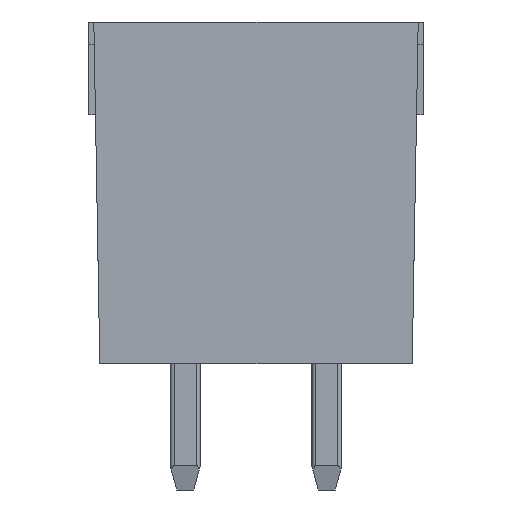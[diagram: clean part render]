
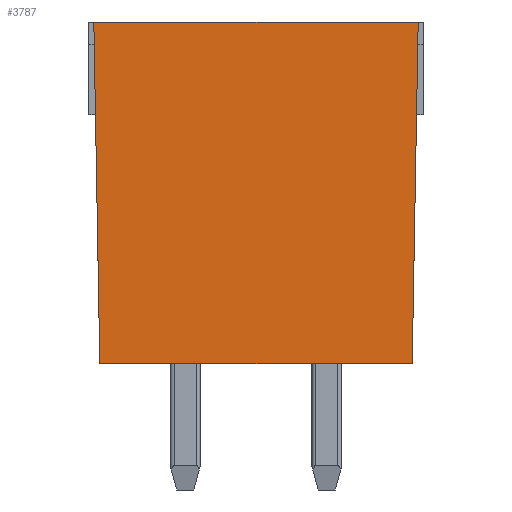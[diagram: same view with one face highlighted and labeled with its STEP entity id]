
A CAD part, front view. The second image highlights one B-rep face of the part: STEP entity #3787.
In plain terms, the highlighted planar face has unit normal (0, -1, 0).
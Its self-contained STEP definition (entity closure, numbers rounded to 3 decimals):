
#3787=ADVANCED_FACE('',(#10162),#10163,.T.);
#4985=VERTEX_POINT('',#11827);
#4989=VERTEX_POINT('',#11831);
#4991=EDGE_CURVE('',#4985,#4989,#11833,.T.);
#5381=VERTEX_POINT('',#12223);
#5385=EDGE_CURVE('',#5381,#4985,#12227,.T.);
#5507=VERTEX_POINT('',#12349);
#5511=EDGE_CURVE('',#5507,#5381,#12353,.T.);
#5597=EDGE_CURVE('',#4989,#5507,#12439,.T.);
#10162=FACE_OUTER_BOUND('',#17614,.T.);
#10163=PLANE('',#17615);
#11827=CARTESIAN_POINT('',(8.571,0.,9.2));
#11831=CARTESIAN_POINT('',(8.411,0.,0.0));
#11833=LINE('',#20119,#20120);
#12223=CARTESIAN_POINT('',(-0.161,0.,9.2));
#12227=LINE('',#20839,#20840);
#12349=CARTESIAN_POINT('',(0.,0.,0.0));
#12353=LINE('',#21143,#21144);
#12439=LINE('',#21285,#21286);
#17614=EDGE_LOOP('',(#29051,#29052,#29053,#29054));
#17615=AXIS2_PLACEMENT_3D('',#29055,#29056,#29057);
#20119=CARTESIAN_POINT('',(8.571,0.,9.2));
#20120=VECTOR('',#33157,1.0);
#20839=CARTESIAN_POINT('',(6.11,0.,9.2));
#20840=VECTOR('',#33290,1.0);
#21143=CARTESIAN_POINT('',(0.,0.,0.));
#21144=VECTOR('',#33333,1.0);
#21285=CARTESIAN_POINT('',(2.3,0.,0.0));
#21286=VECTOR('',#33371,1.0);
#29051=ORIENTED_EDGE('',*,*,#5597,.F.);
#29052=ORIENTED_EDGE('',*,*,#4991,.F.);
#29053=ORIENTED_EDGE('',*,*,#5385,.F.);
#29054=ORIENTED_EDGE('',*,*,#5511,.F.);
#29055=CARTESIAN_POINT('',(-0.222,0.,-0.23));
#29056=DIRECTION('',(0.,-1.0,-0.0));
#29057=DIRECTION('',(0.0,0.0,-1.0));
#33157=DIRECTION('',(-0.017,0.,-1.));
#33290=DIRECTION('',(1.0,0.,0.));
#33333=DIRECTION('',(-0.017,0.,1.));
#33371=DIRECTION('',(-1.0,0.,0.0));
